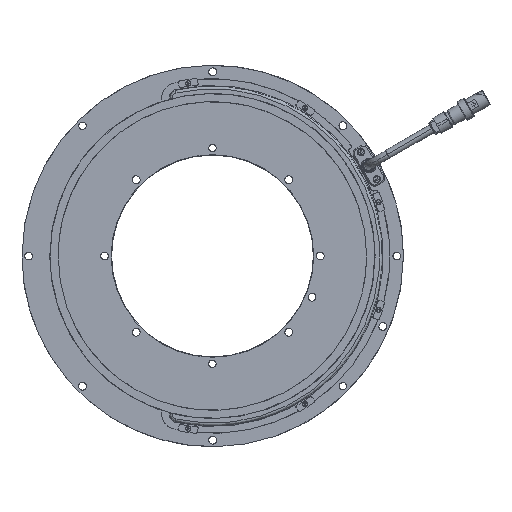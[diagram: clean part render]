
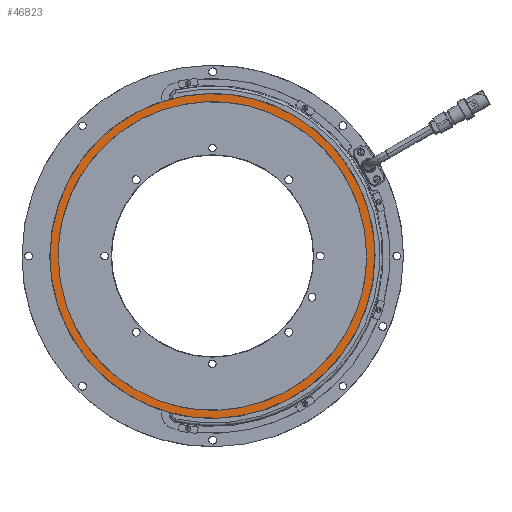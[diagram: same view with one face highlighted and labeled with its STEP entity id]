
A CAD part, top view. The second image highlights one B-rep face of the part: STEP entity #46823.
In plain terms, the highlighted planar face has unit normal (-0.018, 0, 1).
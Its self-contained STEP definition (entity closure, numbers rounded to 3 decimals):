
#46581=AXIS2_PLACEMENT_3D('Circle Axis2P3D',#46579,#46580,$) ;
#46612=AXIS2_PLACEMENT_3D('Circle Axis2P3D',#46610,#46611,$) ;
#46757=AXIS2_PLACEMENT_3D('Plane Axis2P3D',#46754,#46755,#46756) ;
#46579=CARTESIAN_POINT('Axis2P3D Location',(36.683,21.378,19.367)) ;
#46583=CARTESIAN_POINT('Vertex',(-100.795,21.399,16.88)) ;
#46585=CARTESIAN_POINT('Vertex',(174.16,21.356,21.853)) ;
#46610=CARTESIAN_POINT('Axis2P3D Location',(36.683,21.378,19.367)) ;
#46754=CARTESIAN_POINT('Axis2P3D Location',(36.683,21.378,19.367)) ;
#46760=CARTESIAN_POINT('Control Point',(-107.994,21.4,16.75)) ;
#46761=CARTESIAN_POINT('Control Point',(-107.992,34.778,16.75)) ;
#46762=CARTESIAN_POINT('Control Point',(-106.444,48.249,16.778)) ;
#46763=CARTESIAN_POINT('Control Point',(-103.306,61.564,16.834)) ;
#46764=CARTESIAN_POINT('Control Point',(-93.982,87.118,17.003)) ;
#46765=CARTESIAN_POINT('Control Point',(-78.879,110.012,17.276)) ;
#46766=CARTESIAN_POINT('Control Point',(-70.059,120.473,17.436)) ;
#46767=CARTESIAN_POINT('Control Point',(-50.588,138.691,17.788)) ;
#46768=CARTESIAN_POINT('Control Point',(-27.414,152.076,18.207)) ;
#46769=CARTESIAN_POINT('Control Point',(-15.427,157.306,18.424)) ;
#46770=CARTESIAN_POINT('Control Point',(9.512,164.983,18.875)) ;
#46771=CARTESIAN_POINT('Control Point',(35.561,166.95,19.346)) ;
#46772=CARTESIAN_POINT('Control Point',(48.631,166.462,19.583)) ;
#46773=CARTESIAN_POINT('Control Point',(75.058,162.472,20.061)) ;
#46774=CARTESIAN_POINT('Control Point',(99.87,152.614,20.51)) ;
#46775=CARTESIAN_POINT('Control Point',(111.903,146.1,20.727)) ;
#46776=CARTESIAN_POINT('Control Point',(134.288,130.331,21.132)) ;
#46777=CARTESIAN_POINT('Control Point',(152.329,109.916,21.459)) ;
#46778=CARTESIAN_POINT('Control Point',(160.117,98.666,21.599)) ;
#46779=CARTESIAN_POINT('Control Point',(171.668,76.924,21.808)) ;
#46780=CARTESIAN_POINT('Control Point',(178.376,53.51,21.93)) ;
#46781=CARTESIAN_POINT('Control Point',(180.374,42.817,21.966)) ;
#46782=CARTESIAN_POINT('Control Point',(181.359,32.056,21.984)) ;
#46783=CARTESIAN_POINT('Control Point',(181.359,21.355,21.984)) ;
#46784=CARTESIAN_POINT('Vertex',(181.359,21.355,21.984)) ;
#46786=CARTESIAN_POINT('Vertex',(-107.994,21.4,16.75)) ;
#46790=CARTESIAN_POINT('Control Point',(181.359,21.355,21.984)) ;
#46791=CARTESIAN_POINT('Control Point',(181.357,7.977,21.984)) ;
#46792=CARTESIAN_POINT('Control Point',(179.809,-5.494,21.956)) ;
#46793=CARTESIAN_POINT('Control Point',(176.671,-18.809,21.899)) ;
#46794=CARTESIAN_POINT('Control Point',(167.348,-44.363,21.73)) ;
#46795=CARTESIAN_POINT('Control Point',(152.244,-67.257,21.457)) ;
#46796=CARTESIAN_POINT('Control Point',(143.425,-77.718,21.297)) ;
#46797=CARTESIAN_POINT('Control Point',(123.954,-95.936,20.945)) ;
#46798=CARTESIAN_POINT('Control Point',(100.779,-109.321,20.526)) ;
#46799=CARTESIAN_POINT('Control Point',(88.792,-114.551,20.309)) ;
#46800=CARTESIAN_POINT('Control Point',(63.854,-122.228,19.858)) ;
#46801=CARTESIAN_POINT('Control Point',(37.804,-124.195,19.387)) ;
#46802=CARTESIAN_POINT('Control Point',(24.734,-123.707,19.15)) ;
#46803=CARTESIAN_POINT('Control Point',(-1.693,-119.717,18.672)) ;
#46804=CARTESIAN_POINT('Control Point',(-26.504,-109.859,18.224)) ;
#46805=CARTESIAN_POINT('Control Point',(-38.538,-103.345,18.006)) ;
#46806=CARTESIAN_POINT('Control Point',(-60.923,-87.576,17.601)) ;
#46807=CARTESIAN_POINT('Control Point',(-78.963,-67.161,17.275)) ;
#46808=CARTESIAN_POINT('Control Point',(-86.751,-55.911,17.134)) ;
#46809=CARTESIAN_POINT('Control Point',(-98.302,-34.169,16.925)) ;
#46810=CARTESIAN_POINT('Control Point',(-105.011,-10.755,16.804)) ;
#46811=CARTESIAN_POINT('Control Point',(-107.009,-0.062,16.767)) ;
#46812=CARTESIAN_POINT('Control Point',(-107.993,10.699,16.75)) ;
#46813=CARTESIAN_POINT('Control Point',(-107.994,21.4,16.75)) ;
#46580=DIRECTION('Axis2P3D Direction',(-0.018,0.,1.)) ;
#46611=DIRECTION('Axis2P3D Direction',(-0.018,0.,1.)) ;
#46755=DIRECTION('Axis2P3D Direction',(-0.018,0.,1.)) ;
#46756=DIRECTION('Axis2P3D XDirection',(1.,0.,0.018)) ;
#46816=ORIENTED_EDGE('',*,*,#46788,.T.) ;
#46817=ORIENTED_EDGE('',*,*,#46814,.T.) ;
#46820=ORIENTED_EDGE('',*,*,#46587,.T.) ;
#46821=ORIENTED_EDGE('',*,*,#46614,.T.) ;
#46822=FACE_BOUND('',#46819,.T.) ;
#46823=ADVANCED_FACE('E__A I_____',(#46818,#46822),#46758,.T.) ;
#46759=B_SPLINE_CURVE_WITH_KNOTS('',5,(#46760,#46761,#46762,#46763,#46764,#46765,#46766,#46767,#46768,#46769,#46770,#46771,#46772,#46773,#46774,#46775,#46776,#46777,#46778,#46779,#46780,#46781,#46782,#46783),.UNSPECIFIED.,.F.,.U.,(6,3,3,3,3,3,3,6),(0.,97.521,193.391,284.297,374.995,470.134,566.272,644.282),.UNSPECIFIED.) ;
#46789=B_SPLINE_CURVE_WITH_KNOTS('',5,(#46790,#46791,#46792,#46793,#46794,#46795,#46796,#46797,#46798,#46799,#46800,#46801,#46802,#46803,#46804,#46805,#46806,#46807,#46808,#46809,#46810,#46811,#46812,#46813),.UNSPECIFIED.,.F.,.U.,(6,3,3,3,3,3,3,6),(0.,97.521,193.391,284.297,374.995,470.134,566.272,644.282),.UNSPECIFIED.) ;
#46582=CIRCLE('generated circle',#46581,137.5) ;
#46613=CIRCLE('generated circle',#46612,137.5) ;
#46587=EDGE_CURVE('',#46584,#46586,#46582,.F.) ;
#46614=EDGE_CURVE('',#46586,#46584,#46613,.F.) ;
#46788=EDGE_CURVE('',#46785,#46787,#46759,.F.) ;
#46814=EDGE_CURVE('',#46787,#46785,#46789,.F.) ;
#46815=EDGE_LOOP('',(#46816,#46817)) ;
#46819=EDGE_LOOP('',(#46820,#46821)) ;
#46818=FACE_OUTER_BOUND('',#46815,.T.) ;
#46758=PLANE('Plane',#46757) ;
#46584=VERTEX_POINT('',#46583) ;
#46586=VERTEX_POINT('',#46585) ;
#46785=VERTEX_POINT('',#46784) ;
#46787=VERTEX_POINT('',#46786) ;
